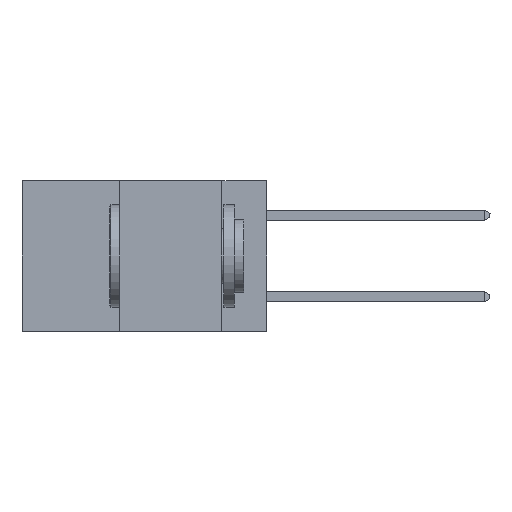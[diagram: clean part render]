
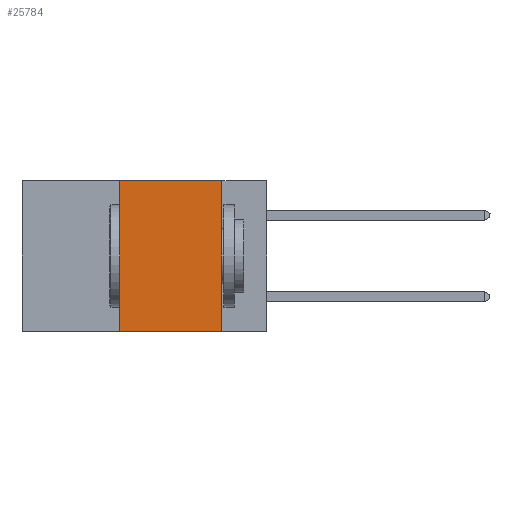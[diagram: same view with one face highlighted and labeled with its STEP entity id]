
A CAD part, left-side view. The second image highlights one B-rep face of the part: STEP entity #25784.
In plain terms, the highlighted planar face has unit normal (-1, 0, 0).
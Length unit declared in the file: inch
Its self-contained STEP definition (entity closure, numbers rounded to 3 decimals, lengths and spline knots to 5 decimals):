
#1106 = CARTESIAN_POINT ( 'NONE',  ( 0., 0.36, -0.37 ) ) ;
#1716 = ORIENTED_EDGE ( 'NONE', *, *, #16998, .F. ) ;
#3841 = VERTEX_POINT ( 'NONE', #7239 ) ;
#7022 = PLANE ( 'NONE',  #11798 ) ;
#7239 = CARTESIAN_POINT ( 'NONE',  ( 0., 0.36, 0. ) ) ;
#8200 = DIRECTION ( 'NONE',  ( 0., 0., -1. ) ) ;
#9053 = LINE ( 'NONE', #15212, #29209 ) ;
#10881 = LINE ( 'NONE', #14850, #25213 ) ;
#11266 = EDGE_CURVE ( 'NONE', #27433, #23503, #10881, .T. ) ;
#11394 = DIRECTION ( 'NONE',  ( 0., -1., 0. ) ) ;
#11798 = AXIS2_PLACEMENT_3D ( 'NONE', #29348, #35294, #23132 ) ;
#12463 = EDGE_CURVE ( 'NONE', #3841, #27433, #35965, .T. ) ;
#14234 = EDGE_CURVE ( 'NONE', #26702, #23503, #31856, .T. ) ;
#14469 = EDGE_LOOP ( 'NONE', ( #14633, #30690, #1716, #26025 ) ) ;
#14633 = ORIENTED_EDGE ( 'NONE', *, *, #11266, .F. ) ;
#14690 = VECTOR ( 'NONE', #40160, 39.37008 ) ;
#14850 = CARTESIAN_POINT ( 'NONE',  ( 0., 0.11, 0. ) ) ;
#15212 = CARTESIAN_POINT ( 'NONE',  ( 0., 0.36, 0. ) ) ;
#15346 = DIRECTION ( 'NONE',  ( 0., 0., 1. ) ) ;
#16922 = CARTESIAN_POINT ( 'NONE',  ( 0., 0.11, -0.37 ) ) ;
#16998 = EDGE_CURVE ( 'NONE', #26702, #3841, #9053, .T. ) ;
#23132 = DIRECTION ( 'NONE',  ( 0., 0., -1. ) ) ;
#23503 = VERTEX_POINT ( 'NONE', #16922 ) ;
#25213 = VECTOR ( 'NONE', #8200, 39.37008 ) ;
#25339 = FACE_OUTER_BOUND ( 'NONE', #14469, .T. ) ;
#25784 = ADVANCED_FACE ( 'NONE', ( #25339 ), #7022, .F. ) ;
#26025 = ORIENTED_EDGE ( 'NONE', *, *, #14234, .T. ) ;
#26702 = VERTEX_POINT ( 'NONE', #1106 ) ;
#27433 = VERTEX_POINT ( 'NONE', #39978 ) ;
#27574 = CARTESIAN_POINT ( 'NONE',  ( 0., 0.6, -0.37 ) ) ;
#29209 = VECTOR ( 'NONE', #15346, 39.37008 ) ;
#29348 = CARTESIAN_POINT ( 'NONE',  ( 0., 0.6, 0. ) ) ;
#30690 = ORIENTED_EDGE ( 'NONE', *, *, #12463, .F. ) ;
#31856 = LINE ( 'NONE', #27574, #14690 ) ;
#35294 = DIRECTION ( 'NONE',  ( 1., 0., 0. ) ) ;
#35965 = LINE ( 'NONE', #36912, #40499 ) ;
#36912 = CARTESIAN_POINT ( 'NONE',  ( 0., 0.6, 0. ) ) ;
#39978 = CARTESIAN_POINT ( 'NONE',  ( 0., 0.11, 0. ) ) ;
#40160 = DIRECTION ( 'NONE',  ( 0., -1., 0. ) ) ;
#40499 = VECTOR ( 'NONE', #11394, 39.37008 ) ;
